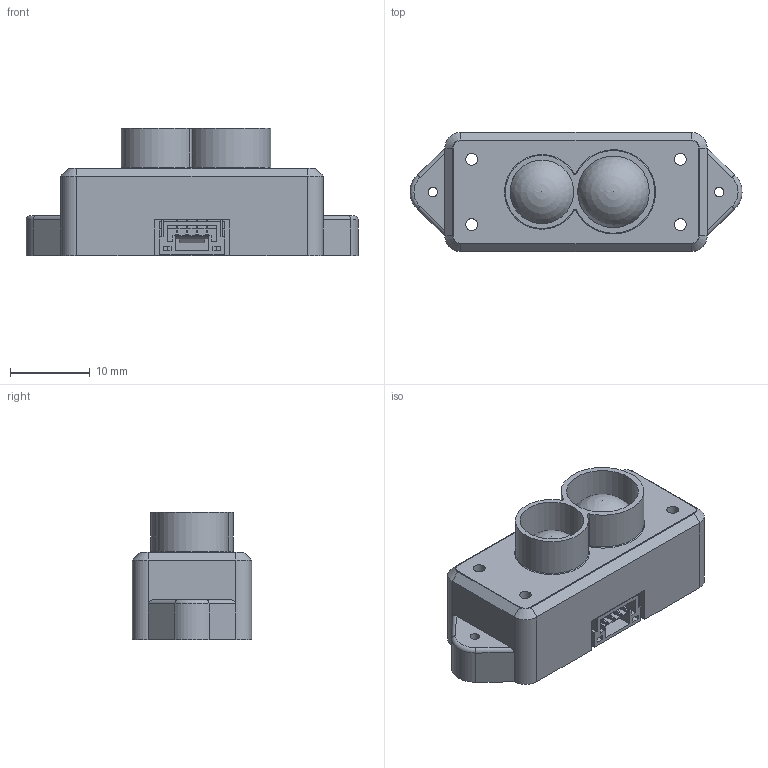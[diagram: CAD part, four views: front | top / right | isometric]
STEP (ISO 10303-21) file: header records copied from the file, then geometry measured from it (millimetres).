
FILE_DESCRIPTION(/* description */ (''),/* implementation_level */ '2;1');
FILE_NAME(/* name */ 'TF-MiniS.step',/* time_stamp */ '2024-07-04T09:57:33+09:00',/* author */ (''),/* organization */ (''),/* preprocessor_version */ 'ST-DEVELOPER v20',/* originating_system */ 'Autodesk Translation Framework v13.14.0.145',/* authorisation */ '');
FILE_SCHEMA (('AUTOMOTIVE_DESIGN { 1 0 10303 214 3 1 1 }'));
Length unit declared in the file: millimetre
Products named in the file (2): TF-MiniS_Ver.2; GH-4pin-connector
Assembly tree (1 placements, depth 2):
  TF-MiniS_Ver.2
    GH-4pin-connector
Bounding box: 41.76 x 15 x 16 mm (x, y, z)
Volume: 3610.8 mm3; surface area: 3831.1 mm2
Topology: 10 solids, 10 shells, 285 faces, 774 edges, 504 vertices
Faces by surface type: plane 231, cylinder 38, torus 8, cone 4, bspline 2, sphere 2
Full cylindrical faces by diameter (mm): 1.175 x2, 1.5 x4, 8 x1, 9 x1
Entity records: 9061 total; most frequent: CARTESIAN_POINT 1592, ORIENTED_EDGE 1544, DIRECTION 1442, EDGE_CURVE 772, LINE 674, VECTOR 674, VERTEX_POINT 504, AXIS2_PLACEMENT_3D 384
